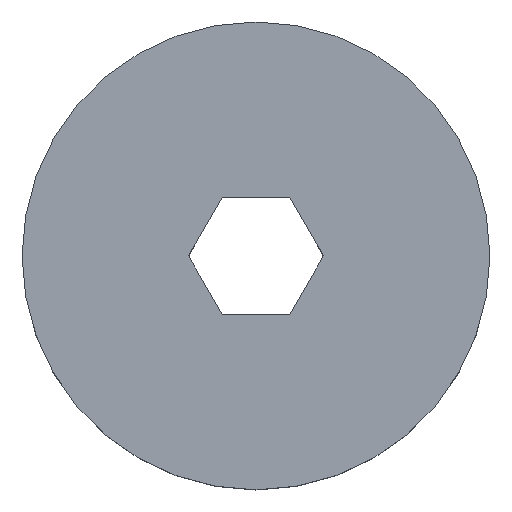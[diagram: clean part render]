
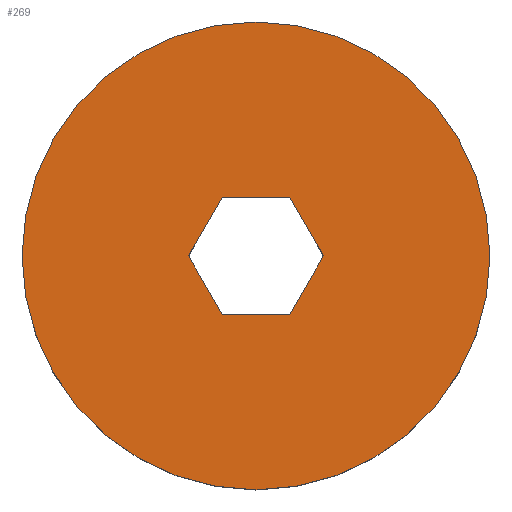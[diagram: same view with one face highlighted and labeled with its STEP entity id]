
A CAD part, top view. The second image highlights one B-rep face of the part: STEP entity #269.
In plain terms, the highlighted planar face has unit normal (0, 0, 1).
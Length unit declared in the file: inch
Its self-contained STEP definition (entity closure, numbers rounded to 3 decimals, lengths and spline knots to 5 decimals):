
#5 = CARTESIAN_POINT ( 'NONE',  ( -0.05683, 0.09843, 0.1875 ) ) ;
#7 = DIRECTION ( 'NONE',  ( 1., 0., 0. ) ) ;
#11 = CARTESIAN_POINT ( 'NONE',  ( -0.11365, 0., 0.1875 ) ) ;
#13 = CARTESIAN_POINT ( 'NONE',  ( 0.05683, 0.09843, 0.1875 ) ) ;
#38 = DIRECTION ( 'NONE',  ( 0., 0., 1. ) ) ;
#39 = LINE ( 'NONE', #72, #299 ) ;
#45 = VECTOR ( 'NONE', #304, 39.37008 ) ;
#47 = VECTOR ( 'NONE', #188, 39.37008 ) ;
#48 = CARTESIAN_POINT ( 'NONE',  ( 0.11365, 0., 0.1875 ) ) ;
#49 = DIRECTION ( 'NONE',  ( -0.5, 0.866, 0. ) ) ;
#51 = CARTESIAN_POINT ( 'NONE',  ( 0., 0., 0.1875 ) ) ;
#56 = CARTESIAN_POINT ( 'NONE',  ( 0.11365, 0., 0.1875 ) ) ;
#60 = EDGE_CURVE ( 'NONE', #244, #195, #303, .T. ) ;
#66 = CIRCLE ( 'NONE', #116, 0.3937 ) ;
#72 = CARTESIAN_POINT ( 'NONE',  ( -0.11365, 0., 0.1875 ) ) ;
#73 = DIRECTION ( 'NONE',  ( 0.5, -0.866, 0. ) ) ;
#75 = CARTESIAN_POINT ( 'NONE',  ( -0.05683, -0.09843, 0.1875 ) ) ;
#85 = AXIS2_PLACEMENT_3D ( 'NONE', #205, #204, #202 ) ;
#86 = VECTOR ( 'NONE', #218, 39.37008 ) ;
#91 = LINE ( 'NONE', #48, #295 ) ;
#96 = CARTESIAN_POINT ( 'NONE',  ( 0.05683, -0.09843, 0.1875 ) ) ;
#99 = EDGE_CURVE ( 'NONE', #195, #191, #39, .T. ) ;
#106 = EDGE_CURVE ( 'NONE', #236, #208, #91, .T. ) ;
#107 = ORIENTED_EDGE ( 'NONE', *, *, #148, .T. ) ;
#109 = ORIENTED_EDGE ( 'NONE', *, *, #106, .F. ) ;
#111 = ORIENTED_EDGE ( 'NONE', *, *, #297, .F. ) ;
#116 = AXIS2_PLACEMENT_3D ( 'NONE', #51, #38, #7 ) ;
#117 = ORIENTED_EDGE ( 'NONE', *, *, #250, .F. ) ;
#119 = ORIENTED_EDGE ( 'NONE', *, *, #60, .F. ) ;
#120 = ORIENTED_EDGE ( 'NONE', *, *, #293, .F. ) ;
#123 = VERTEX_POINT ( 'NONE', #96 ) ;
#129 = ORIENTED_EDGE ( 'NONE', *, *, #99, .F. ) ;
#134 = LINE ( 'NONE', #139, #86 ) ;
#136 = CARTESIAN_POINT ( 'NONE',  ( -0.05683, 0.09843, 0.1875 ) ) ;
#139 = CARTESIAN_POINT ( 'NONE',  ( 0.05683, -0.09843, 0.1875 ) ) ;
#148 = EDGE_CURVE ( 'NONE', #179, #179, #66, .T. ) ;
#177 = CARTESIAN_POINT ( 'NONE',  ( 0.3937, 0., 0.1875 ) ) ;
#179 = VERTEX_POINT ( 'NONE', #177 ) ;
#184 = DIRECTION ( 'NONE',  ( 1., 0., 0. ) ) ;
#185 = CARTESIAN_POINT ( 'NONE',  ( -0.05683, -0.09843, 0.1875 ) ) ;
#186 = EDGE_LOOP ( 'NONE', ( #107 ) ) ;
#187 = LINE ( 'NONE', #185, #266 ) ;
#188 = DIRECTION ( 'NONE',  ( -1., 0., 0. ) ) ;
#189 = CARTESIAN_POINT ( 'NONE',  ( 0.05683, 0.09843, 0.1875 ) ) ;
#190 = LINE ( 'NONE', #189, #47 ) ;
#191 = VERTEX_POINT ( 'NONE', #75 ) ;
#195 = VERTEX_POINT ( 'NONE', #11 ) ;
#202 = DIRECTION ( 'NONE',  ( 1., 0., 0. ) ) ;
#204 = DIRECTION ( 'NONE',  ( 0., 0., 1. ) ) ;
#205 = CARTESIAN_POINT ( 'NONE',  ( 0., 0., 0.1875 ) ) ;
#207 = PLANE ( 'NONE',  #85 ) ;
#208 = VERTEX_POINT ( 'NONE', #13 ) ;
#209 = FACE_BOUND ( 'NONE', #232, .T. ) ;
#211 = FACE_OUTER_BOUND ( 'NONE', #186, .T. ) ;
#218 = DIRECTION ( 'NONE',  ( 0.5, 0.866, 0. ) ) ;
#232 = EDGE_LOOP ( 'NONE', ( #109, #117, #111, #129, #119, #120 ) ) ;
#236 = VERTEX_POINT ( 'NONE', #56 ) ;
#244 = VERTEX_POINT ( 'NONE', #136 ) ;
#250 = EDGE_CURVE ( 'NONE', #123, #236, #134, .T. ) ;
#266 = VECTOR ( 'NONE', #184, 39.37008 ) ;
#269 = ADVANCED_FACE ( 'NONE', ( #211, #209 ), #207, .T. ) ;
#293 = EDGE_CURVE ( 'NONE', #208, #244, #190, .T. ) ;
#295 = VECTOR ( 'NONE', #49, 39.37008 ) ;
#297 = EDGE_CURVE ( 'NONE', #191, #123, #187, .T. ) ;
#299 = VECTOR ( 'NONE', #73, 39.37008 ) ;
#303 = LINE ( 'NONE', #5, #45 ) ;
#304 = DIRECTION ( 'NONE',  ( -0.5, -0.866, 0. ) ) ;
